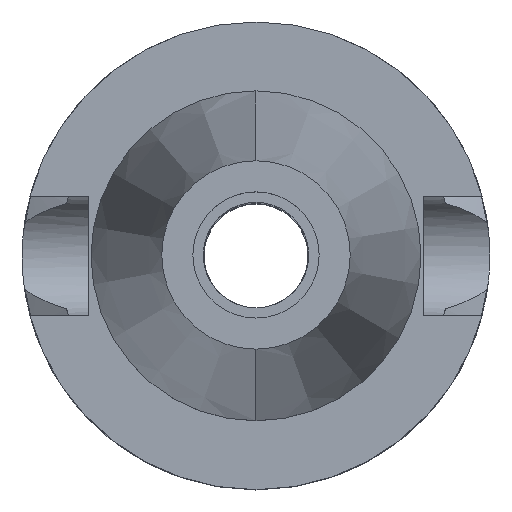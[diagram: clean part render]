
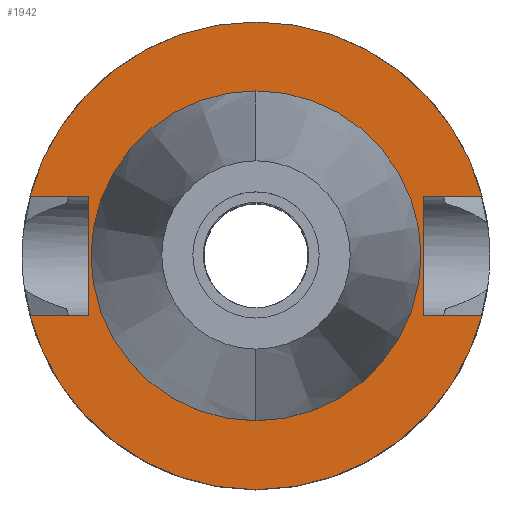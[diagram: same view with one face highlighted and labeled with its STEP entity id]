
A CAD part, top view. The second image highlights one B-rep face of the part: STEP entity #1942.
In plain terms, the highlighted planar face has unit normal (0, 0, 1).
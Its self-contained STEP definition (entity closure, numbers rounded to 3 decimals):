
#797=DIRECTION('',(1.,0.,0.));
#798=VECTOR('',#797,7.954);
#799=CARTESIAN_POINT('',(22.5,8.05,-2.));
#800=LINE('',#799,#798);
#844=DIRECTION('',(0.,1.,0.));
#845=VECTOR('',#844,16.1);
#846=CARTESIAN_POINT('',(-22.5,-8.05,-2.));
#847=LINE('',#846,#845);
#851=DIRECTION('',(-1.,0.,0.));
#852=VECTOR('',#851,7.954);
#853=CARTESIAN_POINT('',(-22.5,8.05,-2.));
#854=LINE('',#853,#852);
#858=CARTESIAN_POINT('',(0.,0.,-2.));
#859=DIRECTION('',(0.,0.,-1.));
#860=DIRECTION('',(-0.967,0.256,0.));
#861=AXIS2_PLACEMENT_3D('',#858,#859,#860);
#866=CARTESIAN_POINT('',(0.,0.,-2.));
#867=DIRECTION('',(0.,0.,-1.));
#868=DIRECTION('',(0.,1.,0.));
#869=AXIS2_PLACEMENT_3D('',#866,#867,#868);
#874=DIRECTION('',(0.,-1.,0.));
#875=VECTOR('',#874,16.1);
#876=CARTESIAN_POINT('',(22.5,8.05,-2.));
#877=LINE('',#876,#875);
#881=DIRECTION('',(1.,0.,0.));
#882=VECTOR('',#881,7.954);
#883=CARTESIAN_POINT('',(22.5,-8.05,-2.));
#884=LINE('',#883,#882);
#888=CARTESIAN_POINT('',(0.,0.,-2.));
#889=DIRECTION('',(0.,0.,-1.));
#890=DIRECTION('',(0.967,-0.256,0.));
#891=AXIS2_PLACEMENT_3D('',#888,#889,#890);
#896=CARTESIAN_POINT('',(0.,0.,-2.));
#897=DIRECTION('',(0.,0.,-1.));
#898=DIRECTION('',(0.,-1.,0.));
#899=AXIS2_PLACEMENT_3D('',#896,#897,#898);
#904=CARTESIAN_POINT('',(0.,0.,-2.));
#905=DIRECTION('',(0.,0.,1.));
#906=DIRECTION('',(0.,-1.,0.));
#907=AXIS2_PLACEMENT_3D('',#904,#905,#906);
#912=CARTESIAN_POINT('',(0.,0.,-2.));
#913=DIRECTION('',(0.,0.,1.));
#914=DIRECTION('',(0.,1.,0.));
#915=AXIS2_PLACEMENT_3D('',#912,#913,#914);
#950=DIRECTION('',(-1.,0.,0.));
#951=VECTOR('',#950,7.954);
#952=CARTESIAN_POINT('',(-22.5,-8.05,-2.));
#953=LINE('',#952,#951);
#1216=CARTESIAN_POINT('',(-22.5,-8.05,-2.));
#1217=VERTEX_POINT('',#1216);
#1218=CARTESIAN_POINT('',(-30.454,-8.05,-2.));
#1219=VERTEX_POINT('',#1218);
#1222=CARTESIAN_POINT('',(-22.5,8.05,-2.));
#1223=VERTEX_POINT('',#1222);
#1224=CARTESIAN_POINT('',(-30.454,8.05,-2.));
#1225=VERTEX_POINT('',#1224);
#1226=CARTESIAN_POINT('',(0.,31.5,-2.));
#1227=CARTESIAN_POINT('',(30.454,8.05,-2.));
#1228=VERTEX_POINT('',#1226);
#1229=VERTEX_POINT('',#1227);
#1230=CARTESIAN_POINT('',(22.5,8.05,-2.));
#1231=VERTEX_POINT('',#1230);
#1232=CARTESIAN_POINT('',(22.5,-8.05,-2.));
#1233=VERTEX_POINT('',#1232);
#1234=CARTESIAN_POINT('',(30.454,-8.05,-2.));
#1235=VERTEX_POINT('',#1234);
#1236=CARTESIAN_POINT('',(0.,-31.5,-2.));
#1237=VERTEX_POINT('',#1236);
#1238=CARTESIAN_POINT('',(0.,-22.225,-2.));
#1239=CARTESIAN_POINT('',(0.,22.225,-2.));
#1240=VERTEX_POINT('',#1238);
#1241=VERTEX_POINT('',#1239);
#1912=CARTESIAN_POINT('',(0.,0.,-2.));
#1913=DIRECTION('',(0.,0.,-1.));
#1914=DIRECTION('',(0.,-1.,0.));
#1915=AXIS2_PLACEMENT_3D('',#1912,#1913,#1914);
#1916=PLANE('',#1915);
#1918=ORIENTED_EDGE('',*,*,#1917,.T.);
#1919=ORIENTED_EDGE('',*,*,#1855,.T.);
#1921=ORIENTED_EDGE('',*,*,#1920,.T.);
#1923=ORIENTED_EDGE('',*,*,#1922,.T.);
#1924=ORIENTED_EDGE('',*,*,#1889,.F.);
#1925=ORIENTED_EDGE('',*,*,#1902,.T.);
#1927=ORIENTED_EDGE('',*,*,#1926,.T.);
#1929=ORIENTED_EDGE('',*,*,#1928,.T.);
#1931=ORIENTED_EDGE('',*,*,#1930,.T.);
#1933=ORIENTED_EDGE('',*,*,#1932,.F.);
#1934=EDGE_LOOP('',(#1918,#1919,#1921,#1923,#1924,#1925,#1927,#1929,#1931,
#1933));
#1935=FACE_OUTER_BOUND('',#1934,.F.);
#1937=ORIENTED_EDGE('',*,*,#1936,.T.);
#1939=ORIENTED_EDGE('',*,*,#1938,.T.);
#1940=EDGE_LOOP('',(#1937,#1939));
#1941=FACE_BOUND('',#1940,.F.);
#862=CIRCLE('',#861,31.5);
#870=CIRCLE('',#869,31.5);
#892=CIRCLE('',#891,31.5);
#900=CIRCLE('',#899,31.5);
#908=CIRCLE('',#907,22.225);
#916=CIRCLE('',#915,22.225);
#1855=EDGE_CURVE('',#1223,#1225,#854,.T.);
#1889=EDGE_CURVE('',#1231,#1229,#800,.T.);
#1902=EDGE_CURVE('',#1231,#1233,#877,.T.);
#1917=EDGE_CURVE('',#1217,#1223,#847,.T.);
#1920=EDGE_CURVE('',#1225,#1228,#862,.T.);
#1922=EDGE_CURVE('',#1228,#1229,#870,.T.);
#1926=EDGE_CURVE('',#1233,#1235,#884,.T.);
#1928=EDGE_CURVE('',#1235,#1237,#892,.T.);
#1930=EDGE_CURVE('',#1237,#1219,#900,.T.);
#1932=EDGE_CURVE('',#1217,#1219,#953,.T.);
#1936=EDGE_CURVE('',#1240,#1241,#908,.T.);
#1938=EDGE_CURVE('',#1241,#1240,#916,.T.);
#1942=ADVANCED_FACE('',(#1935,#1941),#1916,.F.);
